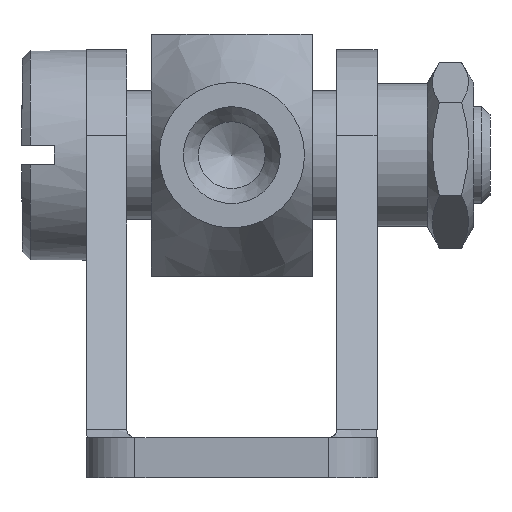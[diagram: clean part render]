
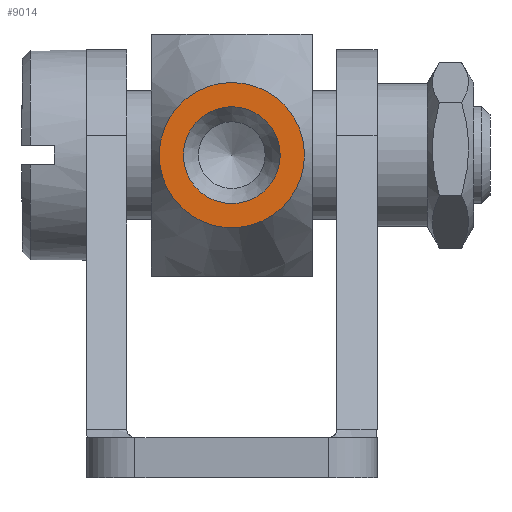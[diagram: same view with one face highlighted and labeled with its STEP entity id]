
A CAD part, left-side view. The second image highlights one B-rep face of the part: STEP entity #9014.
In plain terms, the highlighted planar face has unit normal (-1, 0, 0).
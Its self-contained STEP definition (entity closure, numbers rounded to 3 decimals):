
#7718 = CONICAL_SURFACE('',#7719,4.5,0.524);
#7719 = AXIS2_PLACEMENT_3D('',#7720,#7721,#7722);
#7720 = CARTESIAN_POINT('',(0.,0.,
    0.));
#7721 = DIRECTION('',(1.,0.,0.));
#7722 = DIRECTION('',(0.,0.,-1.));
#7765 = VERTEX_POINT('',#7766);
#7766 = CARTESIAN_POINT('',(0.,2.496,
    -3.744));
#7786 = EDGE_CURVE('',#7787,#7765,#7789,.T.);
#7787 = VERTEX_POINT('',#7788);
#7788 = CARTESIAN_POINT('',(0.,0.,4.5)
  );
#7789 = SURFACE_CURVE('',#7790,(#7795,#7824),.PCURVE_S1.);
#7790 = CIRCLE('',#7791,4.5);
#7791 = AXIS2_PLACEMENT_3D('',#7792,#7793,#7794);
#7792 = CARTESIAN_POINT('',(0.,0.,
    0.));
#7793 = DIRECTION('',(-1.,0.,0.));
#7794 = DIRECTION('',(0.,0.,-1.));
#7795 = PCURVE('',#7718,#7796);
#7796 = DEFINITIONAL_REPRESENTATION('',(#7797),#7823);
#7797 = B_SPLINE_CURVE_WITH_KNOTS('',3,(#7798,#7799,#7800,#7801,#7802,
    #7803,#7804,#7805,#7806,#7807,#7808,#7809,#7810,#7811,#7812,#7813,
    #7814,#7815,#7816,#7817,#7818,#7819,#7820,#7821,#7822),
  .UNSPECIFIED.,.F.,.F.,(4,1,1,1,1,1,1,1,1,1,1,1,1,1,1,1,1,1,1,1,1,1,4),
  (3.142,3.427,3.713,3.998,
    4.284,4.57,4.855,5.141,
    5.426,5.712,5.998,6.283,
    6.569,6.854,7.14,7.426,
    7.711,7.997,8.282,8.568,
    8.854,9.139,9.425),.QUASI_UNIFORM_KNOTS.);
#7798 = CARTESIAN_POINT('',(3.142,0.));
#7799 = CARTESIAN_POINT('',(3.046,0.));
#7800 = CARTESIAN_POINT('',(2.856,0.));
#7801 = CARTESIAN_POINT('',(2.57,0.));
#7802 = CARTESIAN_POINT('',(2.285,0.));
#7803 = CARTESIAN_POINT('',(1.999,0.));
#7804 = CARTESIAN_POINT('',(1.714,0.));
#7805 = CARTESIAN_POINT('',(1.428,0.));
#7806 = CARTESIAN_POINT('',(1.142,0.));
#7807 = CARTESIAN_POINT('',(0.857,0.));
#7808 = CARTESIAN_POINT('',(0.571,0.));
#7809 = CARTESIAN_POINT('',(0.286,0.));
#7810 = CARTESIAN_POINT('',(0.,0.));
#7811 = CARTESIAN_POINT('',(-0.286,0.));
#7812 = CARTESIAN_POINT('',(-0.571,0.));
#7813 = CARTESIAN_POINT('',(-0.857,0.));
#7814 = CARTESIAN_POINT('',(-1.142,0.));
#7815 = CARTESIAN_POINT('',(-1.428,0.));
#7816 = CARTESIAN_POINT('',(-1.714,0.));
#7817 = CARTESIAN_POINT('',(-1.999,0.));
#7818 = CARTESIAN_POINT('',(-2.285,0.));
#7819 = CARTESIAN_POINT('',(-2.57,0.));
#7820 = CARTESIAN_POINT('',(-2.856,0.));
#7821 = CARTESIAN_POINT('',(-3.046,0.));
#7822 = CARTESIAN_POINT('',(-3.142,0.));
#7823 = ( GEOMETRIC_REPRESENTATION_CONTEXT(2) 
PARAMETRIC_REPRESENTATION_CONTEXT() REPRESENTATION_CONTEXT('2D SPACE',''
  ) );
#7824 = PCURVE('',#7825,#7830);
#7825 = PLANE('',#7826);
#7826 = AXIS2_PLACEMENT_3D('',#7827,#7828,#7829);
#7827 = CARTESIAN_POINT('',(0.,5.,0.)
  );
#7828 = DIRECTION('',(-1.,0.,0.));
#7829 = DIRECTION('',(0.,0.,1.));
#7830 = DEFINITIONAL_REPRESENTATION('',(#7831),#7835);
#7831 = CIRCLE('',#7832,4.5);
#7832 = AXIS2_PLACEMENT_2D('',#7833,#7834);
#7833 = CARTESIAN_POINT('',(0.,-5.));
#7834 = DIRECTION('',(-1.,0.));
#7835 = ( GEOMETRIC_REPRESENTATION_CONTEXT(2) 
PARAMETRIC_REPRESENTATION_CONTEXT() REPRESENTATION_CONTEXT('2D SPACE',''
  ) );
#7837 = EDGE_CURVE('',#7765,#7787,#7838,.T.);
#7838 = SURFACE_CURVE('',#7839,(#7844,#7873),.PCURVE_S1.);
#7839 = CIRCLE('',#7840,4.5);
#7840 = AXIS2_PLACEMENT_3D('',#7841,#7842,#7843);
#7841 = CARTESIAN_POINT('',(0.,0.,
    0.));
#7842 = DIRECTION('',(-1.,0.,0.));
#7843 = DIRECTION('',(0.,0.,-1.));
#7844 = PCURVE('',#7718,#7845);
#7845 = DEFINITIONAL_REPRESENTATION('',(#7846),#7872);
#7846 = B_SPLINE_CURVE_WITH_KNOTS('',3,(#7847,#7848,#7849,#7850,#7851,
    #7852,#7853,#7854,#7855,#7856,#7857,#7858,#7859,#7860,#7861,#7862,
    #7863,#7864,#7865,#7866,#7867,#7868,#7869,#7870,#7871),
  .UNSPECIFIED.,.F.,.F.,(4,1,1,1,1,1,1,1,1,1,1,1,1,1,1,1,1,1,1,1,1,1,4),
  (3.142,3.427,3.713,3.998,
    4.284,4.57,4.855,5.141,
    5.426,5.712,5.998,6.283,
    6.569,6.854,7.14,7.426,
    7.711,7.997,8.282,8.568,
    8.854,9.139,9.425),.QUASI_UNIFORM_KNOTS.);
#7847 = CARTESIAN_POINT('',(9.425,0.));
#7848 = CARTESIAN_POINT('',(9.33,0.));
#7849 = CARTESIAN_POINT('',(9.139,0.));
#7850 = CARTESIAN_POINT('',(8.854,0.));
#7851 = CARTESIAN_POINT('',(8.568,0.));
#7852 = CARTESIAN_POINT('',(8.282,0.));
#7853 = CARTESIAN_POINT('',(7.997,0.));
#7854 = CARTESIAN_POINT('',(7.711,0.));
#7855 = CARTESIAN_POINT('',(7.426,0.));
#7856 = CARTESIAN_POINT('',(7.14,0.));
#7857 = CARTESIAN_POINT('',(6.854,0.));
#7858 = CARTESIAN_POINT('',(6.569,0.));
#7859 = CARTESIAN_POINT('',(6.283,0.));
#7860 = CARTESIAN_POINT('',(5.998,0.));
#7861 = CARTESIAN_POINT('',(5.712,0.));
#7862 = CARTESIAN_POINT('',(5.426,0.));
#7863 = CARTESIAN_POINT('',(5.141,0.));
#7864 = CARTESIAN_POINT('',(4.855,0.));
#7865 = CARTESIAN_POINT('',(4.57,0.));
#7866 = CARTESIAN_POINT('',(4.284,0.));
#7867 = CARTESIAN_POINT('',(3.998,0.));
#7868 = CARTESIAN_POINT('',(3.713,0.));
#7869 = CARTESIAN_POINT('',(3.427,0.));
#7870 = CARTESIAN_POINT('',(3.237,0.));
#7871 = CARTESIAN_POINT('',(3.142,0.));
#7872 = ( GEOMETRIC_REPRESENTATION_CONTEXT(2) 
PARAMETRIC_REPRESENTATION_CONTEXT() REPRESENTATION_CONTEXT('2D SPACE',''
  ) );
#7873 = PCURVE('',#7825,#7874);
#7874 = DEFINITIONAL_REPRESENTATION('',(#7875),#7879);
#7875 = CIRCLE('',#7876,4.5);
#7876 = AXIS2_PLACEMENT_2D('',#7877,#7878);
#7877 = CARTESIAN_POINT('',(0.,-5.));
#7878 = DIRECTION('',(-1.,0.));
#7879 = ( GEOMETRIC_REPRESENTATION_CONTEXT(2) 
PARAMETRIC_REPRESENTATION_CONTEXT() REPRESENTATION_CONTEXT('2D SPACE',''
  ) );
#8369 = EDGE_CURVE('',#8370,#8370,#8372,.T.);
#8370 = VERTEX_POINT('',#8371);
#8371 = CARTESIAN_POINT('',(0.,0.,3.));
#8372 = SURFACE_CURVE('',#8373,(#8378,#8412),.PCURVE_S1.);
#8373 = CIRCLE('',#8374,3.);
#8374 = AXIS2_PLACEMENT_3D('',#8375,#8376,#8377);
#8375 = CARTESIAN_POINT('',(0.,0.,
    0.));
#8376 = DIRECTION('',(1.,0.,0.));
#8377 = DIRECTION('',(0.,0.,1.));
#8378 = PCURVE('',#8379,#8384);
#8379 = CONICAL_SURFACE('',#8380,2.534,0.524);
#8380 = AXIS2_PLACEMENT_3D('',#8381,#8382,#8383);
#8381 = CARTESIAN_POINT('',(0.808,0.,
    0.));
#8382 = DIRECTION('',(-1.,0.,0.));
#8383 = DIRECTION('',(0.,0.,1.));
#8384 = DEFINITIONAL_REPRESENTATION('',(#8385),#8411);
#8385 = B_SPLINE_CURVE_WITH_KNOTS('',3,(#8386,#8387,#8388,#8389,#8390,
    #8391,#8392,#8393,#8394,#8395,#8396,#8397,#8398,#8399,#8400,#8401,
    #8402,#8403,#8404,#8405,#8406,#8407,#8408,#8409,#8410),
  .UNSPECIFIED.,.F.,.F.,(4,1,1,1,1,1,1,1,1,1,1,1,1,1,1,1,1,1,1,1,1,1,4),
  (0.,0.286,0.571,0.857,1.142,
    1.428,1.714,1.999,2.285,
    2.57,2.856,3.142,3.427,
    3.713,3.998,4.284,4.57,
    4.855,5.141,5.426,5.712,
    5.998,6.283),.QUASI_UNIFORM_KNOTS.);
#8386 = CARTESIAN_POINT('',(6.283,0.808));
#8387 = CARTESIAN_POINT('',(6.188,0.808));
#8388 = CARTESIAN_POINT('',(5.998,0.808));
#8389 = CARTESIAN_POINT('',(5.712,0.808));
#8390 = CARTESIAN_POINT('',(5.426,0.808));
#8391 = CARTESIAN_POINT('',(5.141,0.808));
#8392 = CARTESIAN_POINT('',(4.855,0.808));
#8393 = CARTESIAN_POINT('',(4.57,0.808));
#8394 = CARTESIAN_POINT('',(4.284,0.808));
#8395 = CARTESIAN_POINT('',(3.998,0.808));
#8396 = CARTESIAN_POINT('',(3.713,0.808));
#8397 = CARTESIAN_POINT('',(3.427,0.808));
#8398 = CARTESIAN_POINT('',(3.142,0.808));
#8399 = CARTESIAN_POINT('',(2.856,0.808));
#8400 = CARTESIAN_POINT('',(2.57,0.808));
#8401 = CARTESIAN_POINT('',(2.285,0.808));
#8402 = CARTESIAN_POINT('',(1.999,0.808));
#8403 = CARTESIAN_POINT('',(1.714,0.808));
#8404 = CARTESIAN_POINT('',(1.428,0.808));
#8405 = CARTESIAN_POINT('',(1.142,0.808));
#8406 = CARTESIAN_POINT('',(0.857,0.808));
#8407 = CARTESIAN_POINT('',(0.571,0.808));
#8408 = CARTESIAN_POINT('',(0.286,0.808));
#8409 = CARTESIAN_POINT('',(0.095,0.808));
#8410 = CARTESIAN_POINT('',(0.,0.808));
#8411 = ( GEOMETRIC_REPRESENTATION_CONTEXT(2) 
PARAMETRIC_REPRESENTATION_CONTEXT() REPRESENTATION_CONTEXT('2D SPACE',''
  ) );
#8412 = PCURVE('',#7825,#8413);
#8413 = DEFINITIONAL_REPRESENTATION('',(#8414),#8422);
#8414 = ( BOUNDED_CURVE() B_SPLINE_CURVE(2,(#8415,#8416,#8417,#8418,
#8419,#8420,#8421),.UNSPECIFIED.,.T.,.F.) B_SPLINE_CURVE_WITH_KNOTS((1,2
    ,2,2,2,1),(-2.094,0.,2.094,4.189,
6.283,8.378),.UNSPECIFIED.) CURVE() 
GEOMETRIC_REPRESENTATION_ITEM() RATIONAL_B_SPLINE_CURVE((1.,0.5,1.,0.5,
1.,0.5,1.)) REPRESENTATION_ITEM('') );
#8415 = CARTESIAN_POINT('',(3.,-5.));
#8416 = CARTESIAN_POINT('',(3.,-10.196));
#8417 = CARTESIAN_POINT('',(-1.5,-7.598));
#8418 = CARTESIAN_POINT('',(-6.,-5.));
#8419 = CARTESIAN_POINT('',(-1.5,-2.402));
#8420 = CARTESIAN_POINT('',(3.,0.196));
#8421 = CARTESIAN_POINT('',(3.,-5.));
#8422 = ( GEOMETRIC_REPRESENTATION_CONTEXT(2) 
PARAMETRIC_REPRESENTATION_CONTEXT() REPRESENTATION_CONTEXT('2D SPACE',''
  ) );
#9014 = ADVANCED_FACE('',(#9015,#9019),#7825,.T.);
#9015 = FACE_BOUND('',#9016,.T.);
#9016 = EDGE_LOOP('',(#9017,#9018));
#9017 = ORIENTED_EDGE('',*,*,#7786,.T.);
#9018 = ORIENTED_EDGE('',*,*,#7837,.T.);
#9019 = FACE_BOUND('',#9020,.T.);
#9020 = EDGE_LOOP('',(#9021));
#9021 = ORIENTED_EDGE('',*,*,#8369,.T.);
